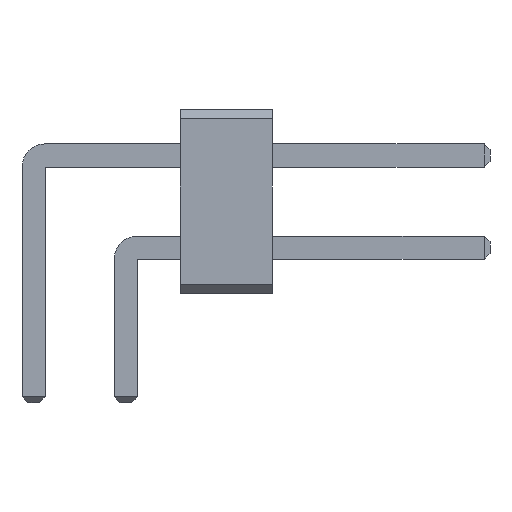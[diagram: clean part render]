
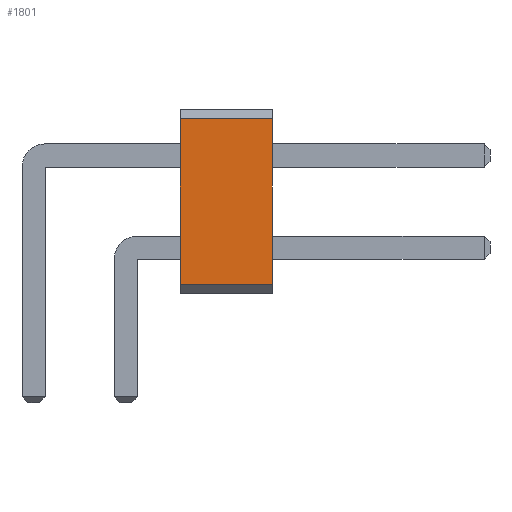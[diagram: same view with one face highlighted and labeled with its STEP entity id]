
A CAD part, front view. The second image highlights one B-rep face of the part: STEP entity #1801.
In plain terms, the highlighted planar face has unit normal (0, -1, 0).
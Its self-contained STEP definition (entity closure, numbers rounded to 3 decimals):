
#13=DIRECTION('',(0.,0.,1.));
#27=VECTOR('',#28,1.);
#28=DIRECTION('',(1.,0.,0.));
#57=DIRECTION('',(0.,-1.,0.));
#1788=VERTEX_POINT('',#1789);
#1789=CARTESIAN_POINT('',(6.58,-77.47,0.254));
#1792=EDGE_CURVE('',#1793,#1788,#1795,.T.);
#1793=VERTEX_POINT('',#1794);
#1794=CARTESIAN_POINT('',(4.04,-77.47,0.254));
#1795=LINE('',#1794,#27);
#1801=ADVANCED_FACE('',(#1802),#1819,.T.);
#1802=FACE_BOUND('',#1803,.T.);
#1803=EDGE_LOOP('',(#1804,#1805,#1811,#1816));
#1804=ORIENTED_EDGE('',*,*,#1792,.T.);
#1805=ORIENTED_EDGE('',*,*,#1806,.T.);
#1806=EDGE_CURVE('',#1788,#1807,#1809,.T.);
#1807=VERTEX_POINT('',#1808);
#1808=CARTESIAN_POINT('',(6.58,-77.47,4.826));
#1809=LINE('',#1789,#1810);
#1810=VECTOR('',#13,1.);
#1811=ORIENTED_EDGE('',*,*,#1812,.F.);
#1812=EDGE_CURVE('',#1813,#1807,#1815,.T.);
#1813=VERTEX_POINT('',#1814);
#1814=CARTESIAN_POINT('',(4.04,-77.47,4.826));
#1815=LINE('',#1814,#27);
#1816=ORIENTED_EDGE('',*,*,#1817,.F.);
#1817=EDGE_CURVE('',#1793,#1813,#1818,.T.);
#1818=LINE('',#1794,#1810);
#1819=PLANE('',#1820);
#1820=AXIS2_PLACEMENT_3D('',#1794,#57,#13);
